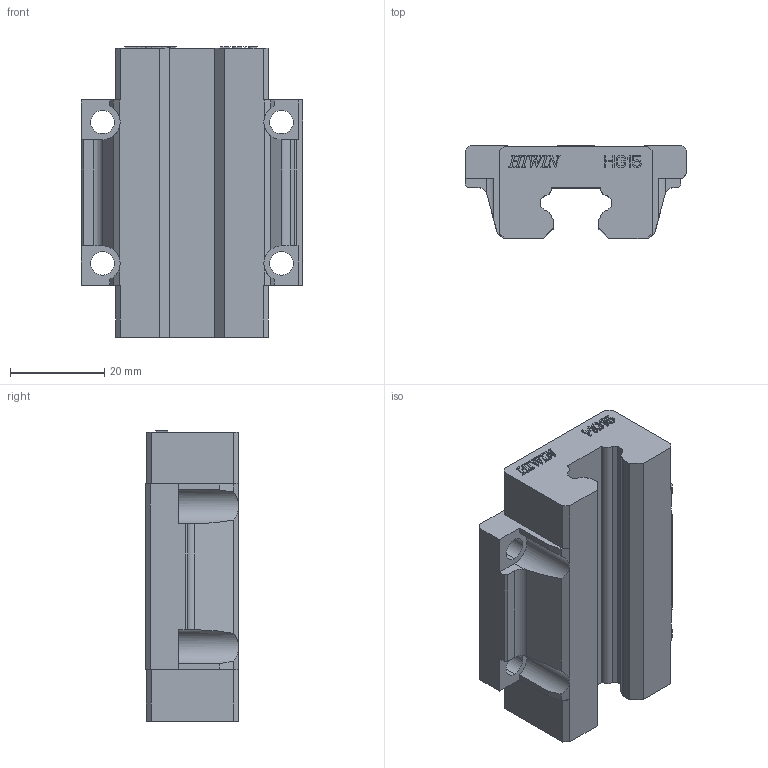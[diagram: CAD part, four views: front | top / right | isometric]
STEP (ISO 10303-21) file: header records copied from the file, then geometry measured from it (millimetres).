
FILE_DESCRIPTION (( 'STEP AP203' ), '1' );
FILE_NAME ('HGW15CC.STEP', '2007-01-11T10:05:54', ( 'HIWIN GmbH' ), ( '77654 Offenburg' ), 'SwSTEP 2.0', 'SolidWorks 2006104', '' );
FILE_SCHEMA (( 'CONFIG_CONTROL_DESIGN' ));
Length unit declared in the file: millimetre
Products named in the file (1): HGW15CC
Bounding box: 47 x 19.7 x 61.7 mm (x, y, z)
Volume: 35570.6 mm3; surface area: 10508.1 mm2
Topology: 1 solids, 1 shells, 355 faces, 1024 edges, 680 vertices
Faces by surface type: plane 269, bspline 60, cylinder 26
Entity records: 12766 total; most frequent: CARTESIAN_POINT 3763, ORIENTED_EDGE 2048, DIRECTION 1528, EDGE_CURVE 1024, VECTOR 832, LINE 832, VERTEX_POINT 680, EDGE_LOOP 372
